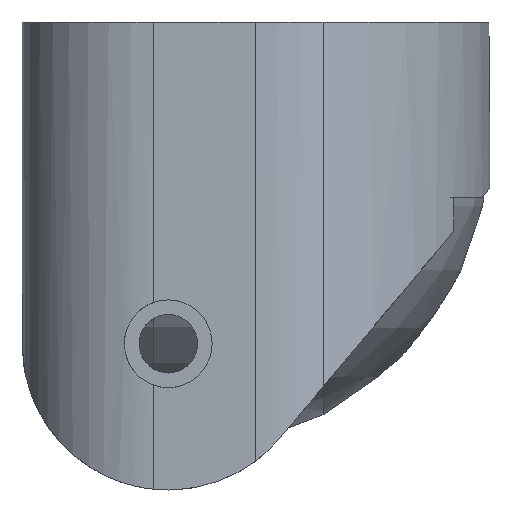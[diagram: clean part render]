
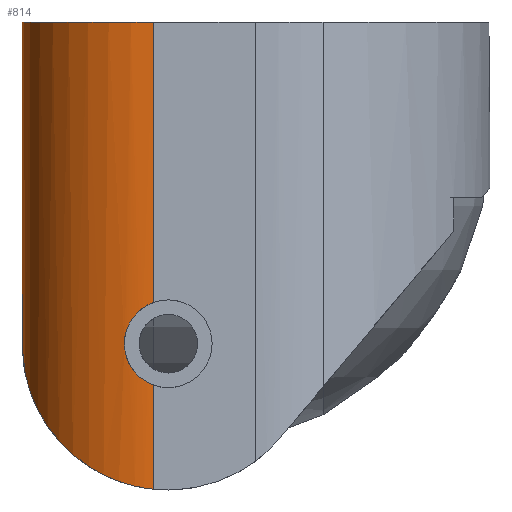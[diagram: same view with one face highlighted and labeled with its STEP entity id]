
A CAD part, left-side view. The second image highlights one B-rep face of the part: STEP entity #814.
In plain terms, the highlighted cylindrical face has radius 4.5 mm (diameter 9 mm), a partial arc.
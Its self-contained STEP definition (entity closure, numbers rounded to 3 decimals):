
#82=LINE('',#1420,#140);
#92=LINE('',#1502,#150);
#93=LINE('',#1503,#151);
#140=VECTOR('',#1093,10.);
#150=VECTOR('',#1141,10.);
#151=VECTOR('',#1142,10.);
#173=CYLINDRICAL_SURFACE('',#917,4.5);
#193=B_SPLINE_CURVE_WITH_KNOTS('',3,(#1462,#1463,#1464,#1465,#1466,#1467,
#1468,#1469,#1470,#1471),.UNSPECIFIED.,.F.,.F.,(4,2,2,2,4),(-0.178,
-0.17,-0.114,-0.057,0.),
 .UNSPECIFIED.);
#194=B_SPLINE_CURVE_WITH_KNOTS('',3,(#1474,#1475,#1476,#1477,#1478,#1479,
#1480,#1481,#1482,#1483),.UNSPECIFIED.,.F.,.F.,(4,2,2,2,4),(0.,0.057,
0.113,0.17,0.178),.UNSPECIFIED.);
#195=B_SPLINE_CURVE_WITH_KNOTS('',3,(#1492,#1493,#1494,#1495,#1496,#1497,
#1498,#1499,#1500,#1501),.UNSPECIFIED.,.F.,.F.,(4,2,2,2,4),(0.,0.252,
0.503,0.674,0.845),.UNSPECIFIED.);
#230=FACE_OUTER_BOUND('',#281,.T.);
#281=EDGE_LOOP('',(#706,#707,#708,#709,#710,#711,#712));
#327=CIRCLE('',#894,4.5);
#390=VERTEX_POINT('',#1395);
#391=VERTEX_POINT('',#1397);
#399=VERTEX_POINT('',#1418);
#407=VERTEX_POINT('',#1460);
#408=VERTEX_POINT('',#1461);
#409=VERTEX_POINT('',#1472);
#412=VERTEX_POINT('',#1491);
#485=EDGE_CURVE('',#391,#390,#327,.T.);
#497=EDGE_CURVE('',#399,#390,#82,.T.);
#513=EDGE_CURVE('',#407,#408,#193,.T.);
#515=EDGE_CURVE('',#408,#409,#194,.T.);
#519=EDGE_CURVE('',#399,#412,#195,.T.);
#520=EDGE_CURVE('',#412,#407,#92,.T.);
#521=EDGE_CURVE('',#409,#391,#93,.T.);
#706=ORIENTED_EDGE('',*,*,#485,.T.);
#707=ORIENTED_EDGE('',*,*,#497,.F.);
#708=ORIENTED_EDGE('',*,*,#519,.T.);
#709=ORIENTED_EDGE('',*,*,#520,.T.);
#710=ORIENTED_EDGE('',*,*,#513,.T.);
#711=ORIENTED_EDGE('',*,*,#515,.T.);
#712=ORIENTED_EDGE('',*,*,#521,.T.);
#814=ADVANCED_FACE('',(#230),#173,.T.);
#894=AXIS2_PLACEMENT_3D('',#1398,#1074,#1075);
#917=AXIS2_PLACEMENT_3D('',#1490,#1139,#1140);
#1074=DIRECTION('center_axis',(0.,0.,-1.));
#1075=DIRECTION('ref_axis',(0.,1.,0.));
#1093=DIRECTION('',(0.,0.,1.));
#1139=DIRECTION('center_axis',(0.,0.,1.));
#1140=DIRECTION('ref_axis',(-0.976,0.216,0.));
#1141=DIRECTION('',(0.,0.,1.));
#1142=DIRECTION('',(0.,0.,1.));
#1395=CARTESIAN_POINT('',(-5.5,9.,16.));
#1397=CARTESIAN_POINT('',(-10.,4.5,16.));
#1398=CARTESIAN_POINT('Origin',(-5.5,4.5,16.));
#1418=CARTESIAN_POINT('',(-5.5,9.,5.));
#1420=CARTESIAN_POINT('',(-5.5,9.,0.));
#1460=CARTESIAN_POINT('',(-10.,4.5,3.586));
#1461=CARTESIAN_POINT('',(-9.887,5.5,5.));
#1462=CARTESIAN_POINT('Ctrl Pts',(-10.,4.5,3.586));
#1463=CARTESIAN_POINT('Ctrl Pts',(-10.,4.524,3.594));
#1464=CARTESIAN_POINT('Ctrl Pts',(-10.,4.548,3.604));
#1465=CARTESIAN_POINT('Ctrl Pts',(-9.996,4.757,3.689));
#1466=CARTESIAN_POINT('Ctrl Pts',(-9.982,4.925,3.804));
#1467=CARTESIAN_POINT('Ctrl Pts',(-9.949,5.192,4.07));
#1468=CARTESIAN_POINT('Ctrl Pts',(-9.928,5.308,4.239));
#1469=CARTESIAN_POINT('Ctrl Pts',(-9.897,5.462,4.609));
#1470=CARTESIAN_POINT('Ctrl Pts',(-9.887,5.5,4.81));
#1471=CARTESIAN_POINT('Ctrl Pts',(-9.887,5.5,5.));
#1472=CARTESIAN_POINT('',(-10.,4.5,6.414));
#1474=CARTESIAN_POINT('Ctrl Pts',(-9.887,5.5,5.));
#1475=CARTESIAN_POINT('Ctrl Pts',(-9.887,5.5,5.189));
#1476=CARTESIAN_POINT('Ctrl Pts',(-9.897,5.462,5.39));
#1477=CARTESIAN_POINT('Ctrl Pts',(-9.927,5.309,5.759));
#1478=CARTESIAN_POINT('Ctrl Pts',(-9.948,5.194,5.928));
#1479=CARTESIAN_POINT('Ctrl Pts',(-9.982,4.928,6.194));
#1480=CARTESIAN_POINT('Ctrl Pts',(-9.996,4.759,6.309));
#1481=CARTESIAN_POINT('Ctrl Pts',(-10.,4.549,6.396));
#1482=CARTESIAN_POINT('Ctrl Pts',(-10.,4.525,6.405));
#1483=CARTESIAN_POINT('Ctrl Pts',(-10.,4.5,6.414));
#1490=CARTESIAN_POINT('Origin',(-5.5,4.5,0.));
#1491=CARTESIAN_POINT('',(-10.,4.5,0.025));
#1492=CARTESIAN_POINT('Ctrl Pts',(-5.5,9.,5.));
#1493=CARTESIAN_POINT('Ctrl Pts',(-6.077,9.,4.392));
#1494=CARTESIAN_POINT('Ctrl Pts',(-6.703,8.884,3.732));
#1495=CARTESIAN_POINT('Ctrl Pts',(-7.885,8.37,2.477));
#1496=CARTESIAN_POINT('Ctrl Pts',(-8.441,7.973,1.882));
#1497=CARTESIAN_POINT('Ctrl Pts',(-9.193,7.113,1.057));
#1498=CARTESIAN_POINT('Ctrl Pts',(-9.482,6.666,0.733));
#1499=CARTESIAN_POINT('Ctrl Pts',(-9.887,5.644,0.244));
#1500=CARTESIAN_POINT('Ctrl Pts',(-10.,5.067,0.082));
#1501=CARTESIAN_POINT('Ctrl Pts',(-10.,4.5,0.025));
#1502=CARTESIAN_POINT('',(-10.,4.5,0.));
#1503=CARTESIAN_POINT('',(-10.,4.5,0.));
